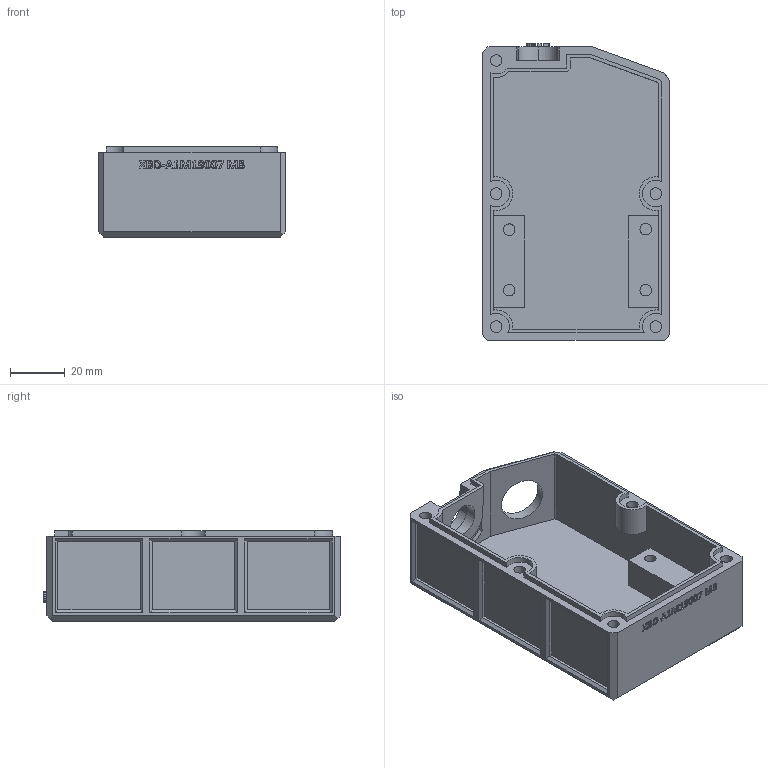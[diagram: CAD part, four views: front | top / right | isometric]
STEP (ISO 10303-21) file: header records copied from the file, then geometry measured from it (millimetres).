
FILE_DESCRIPTION(/* description */ (''),/* implementation_level */ '2;1');
FILE_NAME(/* name */ '19007 Bottom.step',/* time_stamp */ '2025-04-15T10:41:33-05:00',/* author */ (''),/* organization */ (''),/* preprocessor_version */ 'ST-DEVELOPER v20.1',/* originating_system */ 'Autodesk Translation Framework v14.4.0.0',/* authorisation */ '');
FILE_SCHEMA (('AUTOMOTIVE_DESIGN { 1 0 10303 214 3 1 1 }'));
Length unit declared in the file: millimetre
Products named in the file (1): 2025-04-15-10-41-32-993
Bounding box: 68.19 x 108.25 x 33 mm (x, y, z)
Volume: 67132.3 mm3; surface area: 38432.1 mm2
Topology: 1 solids, 1 shells, 1291 faces, 3443 edges, 2289 vertices
Faces by surface type: plane 703, bspline 565, cylinder 23
Full cylindrical faces by diameter (mm): 4.2 x9, 6.75 x2, 12.4 x1, 16.5 x1
Entity records: 45388 total; most frequent: CARTESIAN_POINT 17002, ORIENTED_EDGE 6886, DIRECTION 3809, EDGE_CURVE 3443, VERTEX_POINT 2289, LINE 2261, VECTOR 2261, EDGE_LOOP 1434
